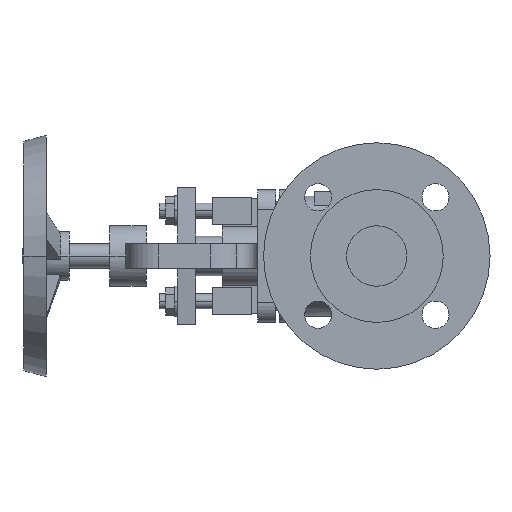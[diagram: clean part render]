
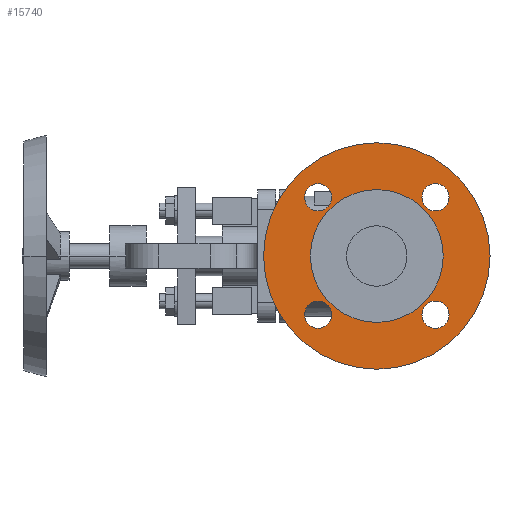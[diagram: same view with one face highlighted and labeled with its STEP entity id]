
A CAD part, left-side view. The second image highlights one B-rep face of the part: STEP entity #15740.
In plain terms, the highlighted planar face has unit normal (-1, 0, 0).
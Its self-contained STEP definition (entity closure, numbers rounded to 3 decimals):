
#8010=CARTESIAN_POINT('',(3.,0.,75.));
#8020=VERTEX_POINT('',#8010);
#8050=CARTESIAN_POINT('',(3.,0.,0.));
#8060=DIRECTION('',(1.,0.,0.));
#8070=DIRECTION('',(0.,0.,-1.));
#8080=AXIS2_PLACEMENT_3D('',#8050,#8060,#8070);
#8090=CIRCLE('',#8080,75.);
#8100=CARTESIAN_POINT('',(3.,0.,-75.));
#8110=VERTEX_POINT('',#8100);
#8120=EDGE_CURVE('',#8110,#8020,#8090,.T.);
#8430=CARTESIAN_POINT('',(3.,38.891,-29.891));
#8440=VERTEX_POINT('',#8430);
#8600=CARTESIAN_POINT('',(3.,38.891,-47.891));
#8610=VERTEX_POINT('',#8600);
#8640=CARTESIAN_POINT('',(3.,38.891,-38.891));
#8650=DIRECTION('',(-1.,0.,0.));
#8660=DIRECTION('',(0.,0.,-1.));
#8670=AXIS2_PLACEMENT_3D('',#8640,#8650,#8660);
#8680=CIRCLE('',#8670,9.);
#8690=EDGE_CURVE('',#8440,#8610,#8680,.T.);
#8850=CARTESIAN_POINT('',(3.,-38.891,-47.891));
#8860=VERTEX_POINT('',#8850);
#8890=CARTESIAN_POINT('',(3.,-38.891,-38.891));
#8900=DIRECTION('',(-1.,0.,0.));
#8910=DIRECTION('',(0.,0.,-1.));
#8920=AXIS2_PLACEMENT_3D('',#8890,#8900,#8910);
#8930=CIRCLE('',#8920,9.);
#8940=CARTESIAN_POINT('',(3.,-38.891,-29.891));
#8950=VERTEX_POINT('',#8940);
#8960=EDGE_CURVE('',#8950,#8860,#8930,.T.);
#9270=CARTESIAN_POINT('',(3.,38.891,47.891));
#9280=VERTEX_POINT('',#9270);
#9310=CARTESIAN_POINT('',(3.,38.891,38.891));
#9320=DIRECTION('',(-1.,0.,0.));
#9330=DIRECTION('',(0.,0.,-1.));
#9340=AXIS2_PLACEMENT_3D('',#9310,#9320,#9330);
#9350=CIRCLE('',#9340,9.);
#9360=CARTESIAN_POINT('',(3.,38.891,29.891));
#9370=VERTEX_POINT('',#9360);
#9380=EDGE_CURVE('',#9370,#9280,#9350,.T.);
#9690=CARTESIAN_POINT('',(3.,-38.891,47.891));
#9700=VERTEX_POINT('',#9690);
#9730=CARTESIAN_POINT('',(3.,-38.891,38.891));
#9740=DIRECTION('',(-1.,0.,0.));
#9750=DIRECTION('',(0.,0.,-1.));
#9760=AXIS2_PLACEMENT_3D('',#9730,#9740,#9750);
#9770=CIRCLE('',#9760,9.);
#9780=CARTESIAN_POINT('',(3.,-38.891,29.891));
#9790=VERTEX_POINT('',#9780);
#9800=EDGE_CURVE('',#9790,#9700,#9770,.T.);
#10110=CARTESIAN_POINT('',(3.,-44.,0.));
#10120=VERTEX_POINT('',#10110);
#10280=CARTESIAN_POINT('',(3.,44.,0.));
#10290=VERTEX_POINT('',#10280);
#10320=CARTESIAN_POINT('',(3.,0.,0.));
#10330=DIRECTION('',(-1.,0.,0.));
#10340=DIRECTION('',(0.,1.,0.));
#10350=AXIS2_PLACEMENT_3D('',#10320,#10330,#10340);
#10360=CIRCLE('',#10350,44.);
#10370=EDGE_CURVE('',#10120,#10290,#10360,.T.);
#15390=CARTESIAN_POINT('',(3.,59.5,0.));
#15400=DIRECTION('',(1.,0.,0.));
#15410=DIRECTION('',(0.,-1.,0.));
#15420=AXIS2_PLACEMENT_3D('',#15390,#15400,#15410);
#15430=PLANE('',#15420);
#15440=EDGE_CURVE('',#8610,#8440,#8680,.T.);
#15450=ORIENTED_EDGE('',*,*,#15440,.F.);
#15460=ORIENTED_EDGE('',*,*,#8690,.F.);
#15470=EDGE_LOOP('',(#15460,#15450));
#15480=FACE_BOUND('',#15470,.T.);
#15490=ORIENTED_EDGE('',*,*,#8960,.F.);
#15500=EDGE_CURVE('',#8860,#8950,#8930,.T.);
#15510=ORIENTED_EDGE('',*,*,#15500,.F.);
#15520=EDGE_LOOP('',(#15510,#15490));
#15530=FACE_BOUND('',#15520,.T.);
#15540=ORIENTED_EDGE('',*,*,#9380,.F.);
#15550=EDGE_CURVE('',#9280,#9370,#9350,.T.);
#15560=ORIENTED_EDGE('',*,*,#15550,.F.);
#15570=EDGE_LOOP('',(#15560,#15540));
#15580=FACE_BOUND('',#15570,.T.);
#15590=ORIENTED_EDGE('',*,*,#9800,.F.);
#15600=EDGE_CURVE('',#9700,#9790,#9770,.T.);
#15610=ORIENTED_EDGE('',*,*,#15600,.F.);
#15620=EDGE_LOOP('',(#15610,#15590));
#15630=FACE_BOUND('',#15620,.T.);
#15640=EDGE_CURVE('',#8020,#8110,#8090,.T.);
#15650=ORIENTED_EDGE('',*,*,#15640,.F.);
#15660=ORIENTED_EDGE('',*,*,#8120,.F.);
#15670=EDGE_LOOP('',(#15660,#15650));
#15680=FACE_OUTER_BOUND('',#15670,.T.);
#15690=EDGE_CURVE('',#10290,#10120,#10360,.T.);
#15700=ORIENTED_EDGE('',*,*,#15690,.F.);
#15710=ORIENTED_EDGE('',*,*,#10370,.F.);
#15720=EDGE_LOOP('',(#15710,#15700));
#15730=FACE_BOUND('',#15720,.T.);
#15740=ADVANCED_FACE('',(#15480,#15530,#15580,#15630,#15680,#15730),
#15430,.F.);
